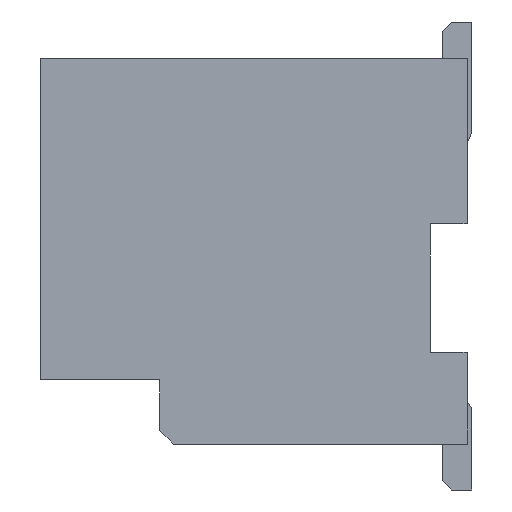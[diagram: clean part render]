
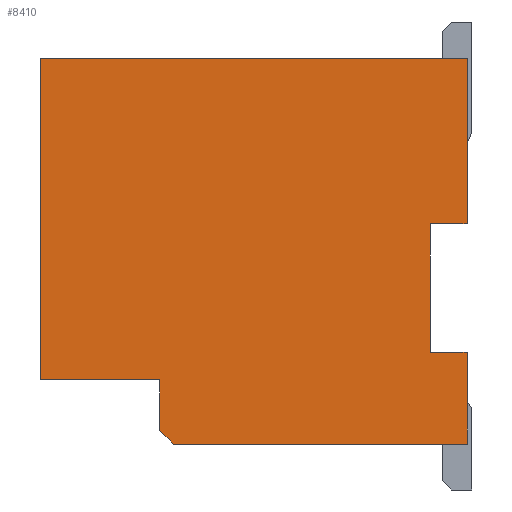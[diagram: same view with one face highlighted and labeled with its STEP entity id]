
A CAD part, left-side view. The second image highlights one B-rep face of the part: STEP entity #8410.
In plain terms, the highlighted planar face has unit normal (-1, 0, 0).
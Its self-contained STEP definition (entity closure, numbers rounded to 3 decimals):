
#1=DIRECTION('',(0.,-1.,0.));
#2=VECTOR('',#1,4.65);
#3=CARTESIAN_POINT('',(-4.9,2.325,2.1));
#4=LINE('',#3,#2);
#5=DIRECTION('',(0.,0.,-1.));
#6=VECTOR('',#5,1.8);
#7=CARTESIAN_POINT('',(-4.9,-2.325,2.1));
#8=LINE('',#7,#6);
#9=DIRECTION('',(0.,1.,0.));
#10=VECTOR('',#9,0.4);
#11=CARTESIAN_POINT('',(-4.9,-2.325,0.3));
#12=LINE('',#11,#10);
#13=DIRECTION('',(0.,0.,-1.));
#14=VECTOR('',#13,1.4);
#15=CARTESIAN_POINT('',(-4.9,-1.925,0.3));
#16=LINE('',#15,#14);
#17=DIRECTION('',(0.,-1.,0.));
#18=VECTOR('',#17,0.4);
#19=CARTESIAN_POINT('',(-4.9,-1.925,-1.1));
#20=LINE('',#19,#18);
#21=DIRECTION('',(0.,0.,-1.));
#22=VECTOR('',#21,1.);
#23=CARTESIAN_POINT('',(-4.9,-2.325,-1.1));
#24=LINE('',#23,#22);
#25=DIRECTION('',(0.,1.,0.));
#26=VECTOR('',#25,3.2);
#27=CARTESIAN_POINT('',(-4.9,-2.325,-2.1));
#28=LINE('',#27,#26);
#29=DIRECTION('',(0.,0.707,0.707));
#30=VECTOR('',#29,0.212);
#31=CARTESIAN_POINT('',(-4.9,0.875,-2.1));
#32=LINE('',#31,#30);
#33=DIRECTION('',(0.,0.,1.));
#34=VECTOR('',#33,0.55);
#35=CARTESIAN_POINT('',(-4.9,1.025,-1.95));
#36=LINE('',#35,#34);
#37=DIRECTION('',(0.,1.,0.));
#38=VECTOR('',#37,1.3);
#39=CARTESIAN_POINT('',(-4.9,1.025,-1.4));
#40=LINE('',#39,#38);
#41=DIRECTION('',(0.,0.,1.));
#42=VECTOR('',#41,3.5);
#43=CARTESIAN_POINT('',(-4.9,2.325,-1.4));
#44=LINE('',#43,#42);
#6349=CARTESIAN_POINT('',(-4.9,2.325,2.1));
#6350=CARTESIAN_POINT('',(-4.9,-2.325,2.1));
#6351=VERTEX_POINT('',#6349);
#6352=VERTEX_POINT('',#6350);
#6353=CARTESIAN_POINT('',(-4.9,-2.325,0.3));
#6354=VERTEX_POINT('',#6353);
#6355=CARTESIAN_POINT('',(-4.9,-1.925,0.3));
#6356=VERTEX_POINT('',#6355);
#6357=CARTESIAN_POINT('',(-4.9,-1.925,-1.1));
#6358=VERTEX_POINT('',#6357);
#6359=CARTESIAN_POINT('',(-4.9,-2.325,-1.1));
#6360=VERTEX_POINT('',#6359);
#6361=CARTESIAN_POINT('',(-4.9,-2.325,-2.1));
#6362=VERTEX_POINT('',#6361);
#6363=CARTESIAN_POINT('',(-4.9,0.875,-2.1));
#6364=VERTEX_POINT('',#6363);
#6365=CARTESIAN_POINT('',(-4.9,1.025,-1.95));
#6366=CARTESIAN_POINT('',(-4.9,1.025,-1.4));
#6367=VERTEX_POINT('',#6365);
#6368=VERTEX_POINT('',#6366);
#6369=CARTESIAN_POINT('',(-4.9,2.325,-1.4));
#6370=VERTEX_POINT('',#6369);
#8381=CARTESIAN_POINT('',(-4.9,0.,0.));
#8382=DIRECTION('',(1.,0.,0.));
#8383=DIRECTION('',(0.,0.,-1.));
#8384=AXIS2_PLACEMENT_3D('',#8381,#8382,#8383);
#8385=PLANE('',#8384);
#8387=ORIENTED_EDGE('',*,*,#8386,.T.);
#8389=ORIENTED_EDGE('',*,*,#8388,.T.);
#8391=ORIENTED_EDGE('',*,*,#8390,.T.);
#8393=ORIENTED_EDGE('',*,*,#8392,.T.);
#8395=ORIENTED_EDGE('',*,*,#8394,.T.);
#8397=ORIENTED_EDGE('',*,*,#8396,.T.);
#8399=ORIENTED_EDGE('',*,*,#8398,.T.);
#8401=ORIENTED_EDGE('',*,*,#8400,.T.);
#8403=ORIENTED_EDGE('',*,*,#8402,.T.);
#8405=ORIENTED_EDGE('',*,*,#8404,.T.);
#8407=ORIENTED_EDGE('',*,*,#8406,.T.);
#8408=EDGE_LOOP('',(#8387,#8389,#8391,#8393,#8395,#8397,#8399,#8401,#8403,#8405,
#8407));
#8409=FACE_OUTER_BOUND('',#8408,.F.);
#8410=ADVANCED_FACE('',(#8409),#8385,.F.);
#8386=EDGE_CURVE('',#6351,#6352,#4,.T.);
#8388=EDGE_CURVE('',#6352,#6354,#8,.T.);
#8390=EDGE_CURVE('',#6354,#6356,#12,.T.);
#8392=EDGE_CURVE('',#6356,#6358,#16,.T.);
#8394=EDGE_CURVE('',#6358,#6360,#20,.T.);
#8396=EDGE_CURVE('',#6360,#6362,#24,.T.);
#8398=EDGE_CURVE('',#6362,#6364,#28,.T.);
#8400=EDGE_CURVE('',#6364,#6367,#32,.T.);
#8402=EDGE_CURVE('',#6367,#6368,#36,.T.);
#8404=EDGE_CURVE('',#6368,#6370,#40,.T.);
#8406=EDGE_CURVE('',#6370,#6351,#44,.T.);
